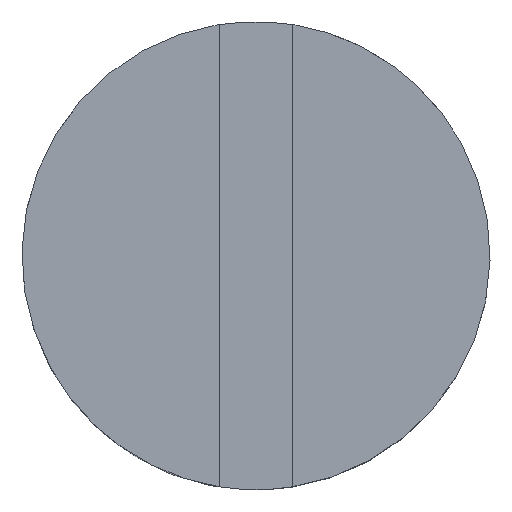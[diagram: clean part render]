
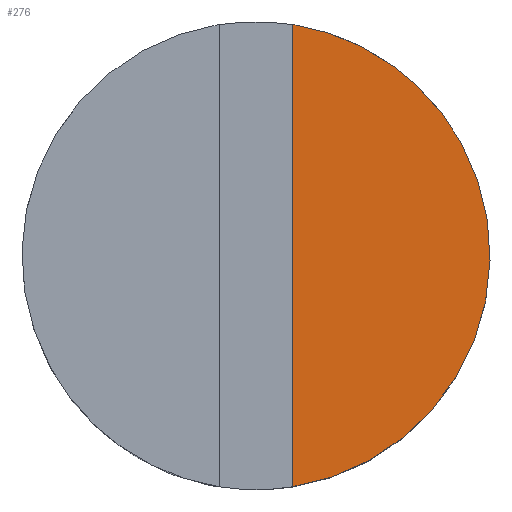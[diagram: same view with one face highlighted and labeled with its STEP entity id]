
A CAD part, top view. The second image highlights one B-rep face of the part: STEP entity #276.
In plain terms, the highlighted planar face has unit normal (0, 0, 1).
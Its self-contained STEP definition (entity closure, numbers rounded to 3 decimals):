
#156=AXIS2_PLACEMENT_3D('Circle Axis2P3D',#154,#155,$) ;
#226=AXIS2_PLACEMENT_3D('Circle Axis2P3D',#224,#225,$) ;
#264=AXIS2_PLACEMENT_3D('Plane Axis2P3D',#261,#262,#263) ;
#154=CARTESIAN_POINT('Axis2P3D Location',(1.9,1.9,16.)) ;
#158=CARTESIAN_POINT('Vertex',(3.567,2.811,16.)) ;
#160=CARTESIAN_POINT('Vertex',(2.2,3.776,16.)) ;
#224=CARTESIAN_POINT('Axis2P3D Location',(1.9,1.9,16.)) ;
#228=CARTESIAN_POINT('Vertex',(2.2,0.024,16.)) ;
#261=CARTESIAN_POINT('Axis2P3D Location',(3.8,1.9,16.)) ;
#266=CARTESIAN_POINT('Line Origine',(2.2,1.9,16.)) ;
#155=DIRECTION('Axis2P3D Direction',(0.,0.,1.)) ;
#225=DIRECTION('Axis2P3D Direction',(0.,0.,1.)) ;
#262=DIRECTION('Axis2P3D Direction',(-0.,0.,1.)) ;
#263=DIRECTION('Axis2P3D XDirection',(1.,0.,0.)) ;
#267=DIRECTION('Vector Direction',(0.,1.,0.)) ;
#268=VECTOR('Line Direction',#267,1.) ;
#272=ORIENTED_EDGE('',*,*,#230,.T.) ;
#273=ORIENTED_EDGE('',*,*,#162,.T.) ;
#274=ORIENTED_EDGE('',*,*,#270,.F.) ;
#276=ADVANCED_FACE('K\X2\00F6\X0\rper.4',(#275),#265,.T.) ;
#157=CIRCLE('generated circle',#156,1.9) ;
#227=CIRCLE('generated circle',#226,1.9) ;
#162=EDGE_CURVE('',#159,#161,#157,.T.) ;
#230=EDGE_CURVE('',#229,#159,#227,.T.) ;
#270=EDGE_CURVE('',#229,#161,#269,.T.) ;
#271=EDGE_LOOP('',(#272,#273,#274)) ;
#275=FACE_OUTER_BOUND('',#271,.T.) ;
#269=LINE('Line',#266,#268) ;
#265=PLANE('',#264) ;
#159=VERTEX_POINT('',#158) ;
#161=VERTEX_POINT('',#160) ;
#229=VERTEX_POINT('',#228) ;
